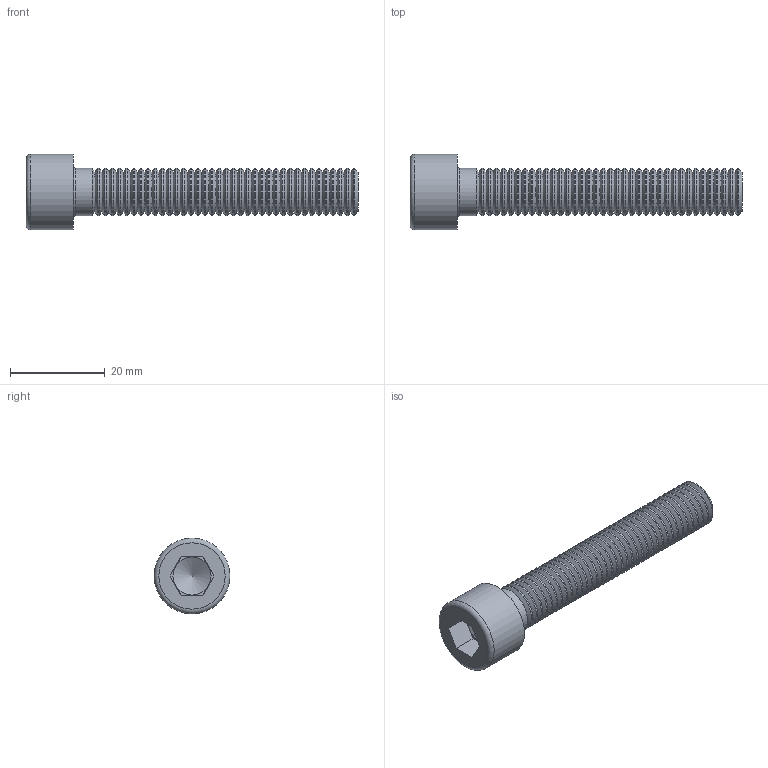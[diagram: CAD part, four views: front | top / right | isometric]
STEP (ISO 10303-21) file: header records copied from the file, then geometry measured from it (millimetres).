
FILE_DESCRIPTION (( 'STEP AP203' ), '1' );
FILE_NAME ('Âèíò ñ âíóòðåííèì øåñòèãðàííèêîì DIN912 Ì10õ60 (ïîëíàÿ ðåçüáà).STEP', '2024-03-21T07:17:13', ( '' ), ( '' ), 'SwSTEP 2.0', 'SolidWorks 2021', '' );
FILE_SCHEMA (( 'CONFIG_CONTROL_DESIGN' ));
Length unit declared in the file: millimetre
Products named in the file (1): Âèíò ñ âíóòðåííèì øåñòèãðàííèêîì DIN912 Ì10õ60 (ïîëíàÿ ðåçüáà)
Bounding box: 70 x 16 x 16 mm (x, y, z)
Volume: 5858.3 mm3; surface area: 3700.6 mm2
Topology: 1 solids, 1 shells, 132 faces, 268 edges, 139 vertices
Faces by surface type: cone 76, cylinder 39, plane 15, torus 2
Full cylindrical faces by diameter (mm): 10 x38, 16 x1
Entity records: 2809 total; most frequent: DIRECTION 538, CARTESIAN_POINT 417, ORIENTED_EDGE 296, AXIS2_PLACEMENT_3D 257, EDGE_LOOP 250, FACE_OUTER_BOUND 173, EDGE_CURVE 148, VERTEX_POINT 136
